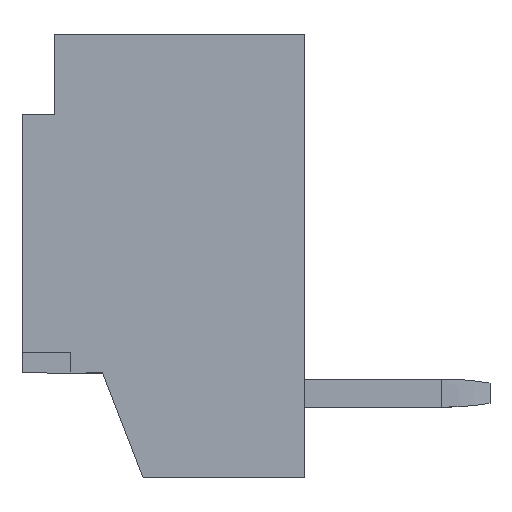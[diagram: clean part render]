
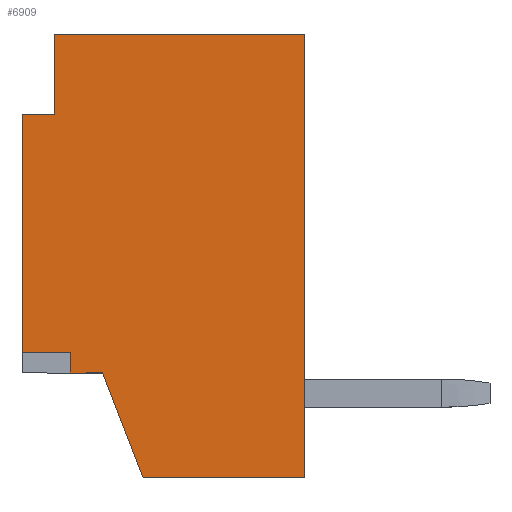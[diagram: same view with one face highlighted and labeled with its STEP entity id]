
A CAD part, left-side view. The second image highlights one B-rep face of the part: STEP entity #6909.
In plain terms, the highlighted face is planar.
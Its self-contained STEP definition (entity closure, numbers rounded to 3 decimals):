
#17 = CARTESIAN_POINT ( 'NONE',  ( 4.625, -4.525, 0.1 ) ) ;
#24 = CARTESIAN_POINT ( 'NONE',  ( 4.625, -3.225, 1. ) ) ;
#204 = ORIENTED_EDGE ( 'NONE', *, *, #9161, .T. ) ;
#297 = PLANE ( 'NONE',  #8620 ) ;
#391 = CARTESIAN_POINT ( 'NONE',  ( 4.625, -2.975, 1. ) ) ;
#550 = VECTOR ( 'NONE', #9103, 1000. ) ;
#556 = VERTEX_POINT ( 'NONE', #24 ) ;
#699 = DIRECTION ( 'NONE',  ( 0., 0., -1. ) ) ;
#754 = CARTESIAN_POINT ( 'NONE',  ( 4.625, -3.225, 1. ) ) ;
#813 = DIRECTION ( 'NONE',  ( 0., 1., 0. ) ) ;
#822 = LINE ( 'NONE', #869, #5427 ) ;
#864 = ORIENTED_EDGE ( 'NONE', *, *, #8766, .T. ) ;
#869 = CARTESIAN_POINT ( 'NONE',  ( 4.625, 0.975, 1.2 ) ) ;
#1111 = LINE ( 'NONE', #3409, #3734 ) ;
#1367 = LINE ( 'NONE', #9771, #4232 ) ;
#1624 = CARTESIAN_POINT ( 'NONE',  ( 4.625, -4.525, 0.1 ) ) ;
#1724 = DIRECTION ( 'NONE',  ( 0., 0., -1. ) ) ;
#1868 = CARTESIAN_POINT ( 'NONE',  ( 4.625, -0.025, 1.6 ) ) ;
#2245 = LINE ( 'NONE', #4724, #550 ) ;
#2586 = VERTEX_POINT ( 'NONE', #1868 ) ;
#2588 = VERTEX_POINT ( 'NONE', #2732 ) ;
#2619 = FACE_OUTER_BOUND ( 'NONE', #5364, .T. ) ;
#2732 = CARTESIAN_POINT ( 'NONE',  ( 4.625, -4.525, -1.9 ) ) ;
#3084 = LINE ( 'NONE', #8356, #6610 ) ;
#3409 = CARTESIAN_POINT ( 'NONE',  ( 4.625, -4.525, 0.1 ) ) ;
#3678 = CARTESIAN_POINT ( 'NONE',  ( 4.625, 0.975, -1.9 ) ) ;
#3734 = VECTOR ( 'NONE', #8059, 1000. ) ;
#3972 = CARTESIAN_POINT ( 'NONE',  ( 4.625, -3.225, 0.6 ) ) ;
#3987 = LINE ( 'NONE', #8622, #6681 ) ;
#4128 = ORIENTED_EDGE ( 'NONE', *, *, #7028, .T. ) ;
#4231 = VERTEX_POINT ( 'NONE', #3972 ) ;
#4232 = VECTOR ( 'NONE', #8360, 1000. ) ;
#4269 = CARTESIAN_POINT ( 'NONE',  ( 4.625, -0.025, 1.2 ) ) ;
#4440 = ORIENTED_EDGE ( 'NONE', *, *, #5145, .T. ) ;
#4473 = EDGE_CURVE ( 'NONE', #556, #7878, #5335, .T. ) ;
#4724 = CARTESIAN_POINT ( 'NONE',  ( 4.625, -2.975, 1.6 ) ) ;
#4943 = ORIENTED_EDGE ( 'NONE', *, *, #6329, .F. ) ;
#5078 = VECTOR ( 'NONE', #6374, 1000. ) ;
#5145 = EDGE_CURVE ( 'NONE', #2588, #9090, #3084, .T. ) ;
#5295 = VERTEX_POINT ( 'NONE', #7342 ) ;
#5334 = CARTESIAN_POINT ( 'NONE',  ( 4.625, -0.025, 1.6 ) ) ;
#5335 = LINE ( 'NONE', #754, #6423 ) ;
#5364 = EDGE_LOOP ( 'NONE', ( #864, #7778, #204, #4440, #4943, #7311, #7012, #8673, #4128, #8923 ) ) ;
#5427 = VECTOR ( 'NONE', #8420, 1000. ) ;
#5462 = EDGE_CURVE ( 'NONE', #2586, #8669, #7549, .T. ) ;
#5743 = DIRECTION ( 'NONE',  ( 1., 0., 0. ) ) ;
#6150 = CARTESIAN_POINT ( 'NONE',  ( 4.625, -2.975, 1.6 ) ) ;
#6329 = EDGE_CURVE ( 'NONE', #5295, #9090, #822, .T. ) ;
#6374 = DIRECTION ( 'NONE',  ( 0., 0.933, 0.359 ) ) ;
#6423 = VECTOR ( 'NONE', #8539, 1000. ) ;
#6610 = VECTOR ( 'NONE', #813, 1000. ) ;
#6681 = VECTOR ( 'NONE', #1724, 1000. ) ;
#6909 = ADVANCED_FACE ( 'NONE', ( #2619 ), #297, .T. ) ;
#7012 = ORIENTED_EDGE ( 'NONE', *, *, #5462, .F. ) ;
#7028 = EDGE_CURVE ( 'NONE', #8028, #7878, #2245, .T. ) ;
#7290 = CARTESIAN_POINT ( 'NONE',  ( 4.625, -4.525, 1.6 ) ) ;
#7311 = ORIENTED_EDGE ( 'NONE', *, *, #8968, .T. ) ;
#7342 = CARTESIAN_POINT ( 'NONE',  ( 4.625, 0.975, 1.2 ) ) ;
#7549 = LINE ( 'NONE', #5334, #9500 ) ;
#7646 = VECTOR ( 'NONE', #9201, 1000. ) ;
#7778 = ORIENTED_EDGE ( 'NONE', *, *, #8882, .F. ) ;
#7847 = LINE ( 'NONE', #6150, #7646 ) ;
#7878 = VERTEX_POINT ( 'NONE', #391 ) ;
#8028 = VERTEX_POINT ( 'NONE', #9344 ) ;
#8059 = DIRECTION ( 'NONE',  ( 0., 0., -1. ) ) ;
#8288 = EDGE_CURVE ( 'NONE', #8028, #2586, #7847, .T. ) ;
#8356 = CARTESIAN_POINT ( 'NONE',  ( 4.625, -4.525, -1.9 ) ) ;
#8360 = DIRECTION ( 'NONE',  ( 0., -1., 0. ) ) ;
#8420 = DIRECTION ( 'NONE',  ( 0., 0., -1. ) ) ;
#8539 = DIRECTION ( 'NONE',  ( 0., 1., 0. ) ) ;
#8566 = LINE ( 'NONE', #1624, #5078 ) ;
#8620 = AXIS2_PLACEMENT_3D ( 'NONE', #7290, #5743, #8810 ) ;
#8622 = CARTESIAN_POINT ( 'NONE',  ( 4.625, -3.225, 1. ) ) ;
#8669 = VERTEX_POINT ( 'NONE', #4269 ) ;
#8673 = ORIENTED_EDGE ( 'NONE', *, *, #8288, .F. ) ;
#8766 = EDGE_CURVE ( 'NONE', #556, #4231, #3987, .T. ) ;
#8787 = VERTEX_POINT ( 'NONE', #17 ) ;
#8810 = DIRECTION ( 'NONE',  ( 0., 1., 0. ) ) ;
#8882 = EDGE_CURVE ( 'NONE', #8787, #4231, #8566, .T. ) ;
#8923 = ORIENTED_EDGE ( 'NONE', *, *, #4473, .F. ) ;
#8968 = EDGE_CURVE ( 'NONE', #5295, #8669, #1367, .T. ) ;
#9090 = VERTEX_POINT ( 'NONE', #3678 ) ;
#9103 = DIRECTION ( 'NONE',  ( 0., 0., -1. ) ) ;
#9161 = EDGE_CURVE ( 'NONE', #8787, #2588, #1111, .T. ) ;
#9201 = DIRECTION ( 'NONE',  ( 0., 1., 0. ) ) ;
#9344 = CARTESIAN_POINT ( 'NONE',  ( 4.625, -2.975, 1.6 ) ) ;
#9500 = VECTOR ( 'NONE', #699, 1000. ) ;
#9771 = CARTESIAN_POINT ( 'NONE',  ( 4.625, 0.975, 1.2 ) ) ;
